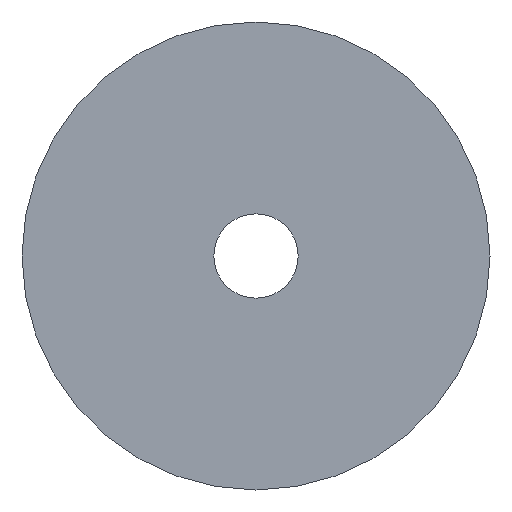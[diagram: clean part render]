
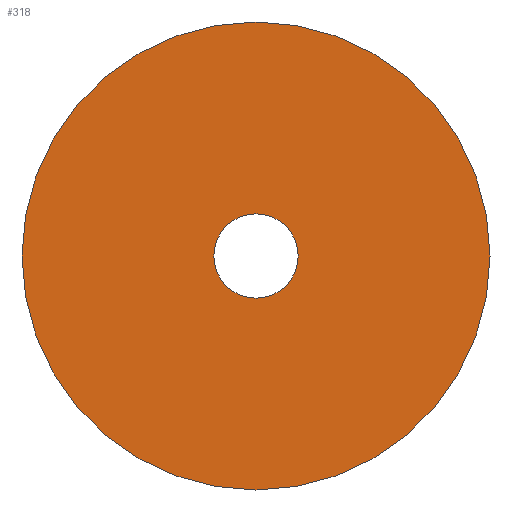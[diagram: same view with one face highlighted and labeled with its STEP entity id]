
A CAD part, front view. The second image highlights one B-rep face of the part: STEP entity #318.
In plain terms, the highlighted planar face has unit normal (0, -1, 0).
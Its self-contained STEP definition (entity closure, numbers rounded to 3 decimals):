
#25=FACE_BOUND('',#59,.T.);
#28=PLANE('',#393);
#42=FACE_OUTER_BOUND('',#58,.T.);
#58=EDGE_LOOP('',(#290,#291));
#59=EDGE_LOOP('',(#292));
#79=CIRCLE('',#344,4.5);
#115=CIRCLE('',#391,25.);
#116=CIRCLE('',#392,25.);
#121=VERTEX_POINT('',#527);
#152=VERTEX_POINT('',#610);
#153=VERTEX_POINT('',#611);
#159=EDGE_CURVE('',#121,#121,#79,.T.);
#199=EDGE_CURVE('',#152,#153,#115,.T.);
#200=EDGE_CURVE('',#153,#152,#116,.T.);
#290=ORIENTED_EDGE('',*,*,#199,.T.);
#291=ORIENTED_EDGE('',*,*,#200,.T.);
#292=ORIENTED_EDGE('',*,*,#159,.T.);
#318=ADVANCED_FACE('',(#42,#25),#28,.T.);
#344=AXIS2_PLACEMENT_3D('',#529,#407,#408);
#391=AXIS2_PLACEMENT_3D('',#612,#505,#506);
#392=AXIS2_PLACEMENT_3D('',#613,#507,#508);
#393=AXIS2_PLACEMENT_3D('',#615,#510,#511);
#407=DIRECTION('center_axis',(0.,1.,0.));
#408=DIRECTION('ref_axis',(1.,0.,0.));
#505=DIRECTION('center_axis',(0.,-1.,0.));
#506=DIRECTION('ref_axis',(1.,0.,0.));
#507=DIRECTION('center_axis',(0.,-1.,0.));
#508=DIRECTION('ref_axis',(1.,0.,0.));
#510=DIRECTION('center_axis',(0.,-1.,0.));
#511=DIRECTION('ref_axis',(0.,0.,-1.));
#527=CARTESIAN_POINT('',(-4.5,0.,0.));
#529=CARTESIAN_POINT('Origin',(0.,0.,0.));
#610=CARTESIAN_POINT('',(25.,0.,0.));
#611=CARTESIAN_POINT('',(-25.,0.,0.));
#612=CARTESIAN_POINT('Origin',(0.,0.,
0.));
#613=CARTESIAN_POINT('Origin',(0.,0.,
0.));
#615=CARTESIAN_POINT('Origin',(24.022,0.,0.));
